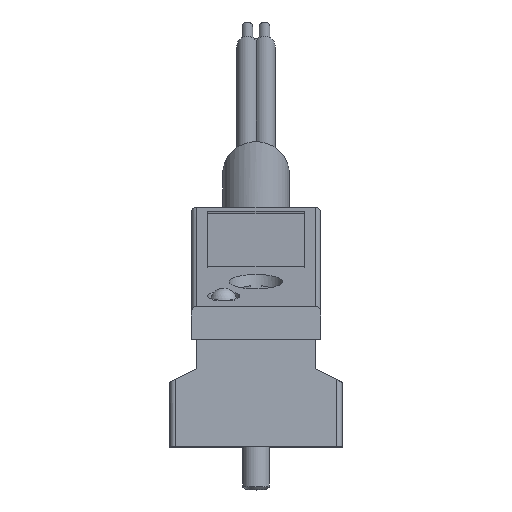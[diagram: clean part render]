
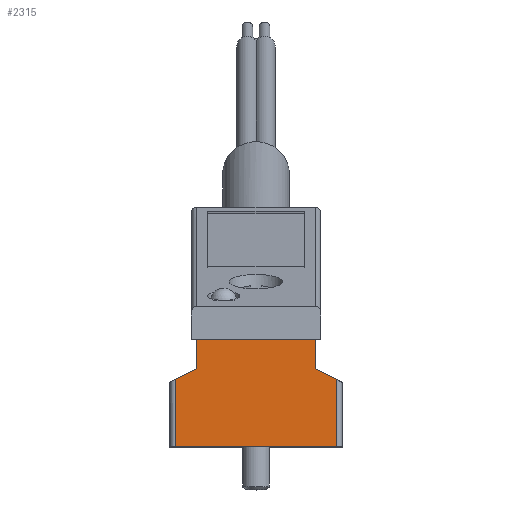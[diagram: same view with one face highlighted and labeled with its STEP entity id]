
A CAD part, top view. The second image highlights one B-rep face of the part: STEP entity #2315.
In plain terms, the highlighted planar face has unit normal (0, 0, 1).
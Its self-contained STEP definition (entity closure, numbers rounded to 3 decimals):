
#268=ORIENTED_EDGE('',*,*,#694,.T.);
#269=ORIENTED_EDGE('',*,*,#659,.T.);
#270=ORIENTED_EDGE('',*,*,#691,.T.);
#271=ORIENTED_EDGE('',*,*,#695,.T.);
#272=ORIENTED_EDGE('',*,*,#666,.T.);
#273=ORIENTED_EDGE('',*,*,#662,.T.);
#274=ORIENTED_EDGE('',*,*,#696,.T.);
#275=ORIENTED_EDGE('',*,*,#697,.T.);
#276=ORIENTED_EDGE('',*,*,#698,.T.);
#277=ORIENTED_EDGE('',*,*,#599,.T.);
#278=ORIENTED_EDGE('',*,*,#699,.F.);
#279=ORIENTED_EDGE('',*,*,#700,.T.);
#599=EDGE_CURVE('',#826,#825,#974,.T.);
#659=EDGE_CURVE('',#876,#875,#1013,.T.);
#662=EDGE_CURVE('',#878,#877,#1016,.T.);
#666=EDGE_CURVE('',#881,#878,#1020,.T.);
#691=EDGE_CURVE('',#875,#901,#1037,.T.);
#694=EDGE_CURVE('',#902,#876,#1039,.T.);
#695=EDGE_CURVE('',#901,#881,#1040,.T.);
#696=EDGE_CURVE('',#877,#903,#1041,.T.);
#697=EDGE_CURVE('',#903,#904,#1042,.T.);
#698=EDGE_CURVE('',#904,#826,#1043,.T.);
#699=EDGE_CURVE('',#905,#825,#1044,.T.);
#700=EDGE_CURVE('',#905,#902,#1045,.T.);
#825=VERTEX_POINT('',#3123);
#826=VERTEX_POINT('',#3125);
#875=VERTEX_POINT('',#3243);
#876=VERTEX_POINT('',#3245);
#877=VERTEX_POINT('',#3249);
#878=VERTEX_POINT('',#3251);
#881=VERTEX_POINT('',#3259);
#901=VERTEX_POINT('',#3307);
#902=VERTEX_POINT('',#3314);
#903=VERTEX_POINT('',#3317);
#904=VERTEX_POINT('',#3319);
#905=VERTEX_POINT('',#3322);
#974=LINE('',#3124,#1135);
#1013=LINE('',#3244,#1174);
#1016=LINE('',#3250,#1177);
#1020=LINE('',#3258,#1181);
#1037=LINE('',#3308,#1198);
#1039=LINE('',#3313,#1200);
#1040=LINE('',#3315,#1201);
#1041=LINE('',#3316,#1202);
#1042=LINE('',#3318,#1203);
#1043=LINE('',#3320,#1204);
#1044=LINE('',#3321,#1205);
#1045=LINE('',#3323,#1206);
#1135=VECTOR('',#2611,1000.);
#1174=VECTOR('',#2712,1000.);
#1177=VECTOR('',#2717,1000.);
#1181=VECTOR('',#2723,1000.);
#1198=VECTOR('',#2764,1000.);
#1200=VECTOR('',#2772,1000.);
#1201=VECTOR('',#2773,1000.);
#1202=VECTOR('',#2774,1000.);
#1203=VECTOR('',#2775,1000.);
#1204=VECTOR('',#2776,1000.);
#1205=VECTOR('',#2777,1000.);
#1206=VECTOR('',#2778,1000.);
#1303=EDGE_LOOP('',(#268,#269,#270,#271,#272,#273,#274,#275,#276,#277,#278,
#279));
#1430=FACE_BOUND('',#1303,.T.);
#1543=PLANE('',#2459);
#2315=ADVANCED_FACE('',(#1430),#1543,.F.);
#2459=AXIS2_PLACEMENT_3D('',#3312,#2770,#2771);
#2611=DIRECTION('',(1.,0.,0.));
#2712=DIRECTION('',(1.,0.,0.));
#2717=DIRECTION('',(1.,0.,0.));
#2723=DIRECTION('',(0.,-1.,0.));
#2764=DIRECTION('',(0.,1.,0.));
#2770=DIRECTION('',(0.,0.,-1.));
#2771=DIRECTION('',(-1.,0.,0.));
#2772=DIRECTION('',(0.,1.,0.));
#2773=DIRECTION('',(-1.,0.,0.));
#2774=DIRECTION('',(0.,-1.,0.));
#2775=DIRECTION('',(-0.891,-0.454,0.));
#2776=DIRECTION('',(0.,-1.,0.));
#2777=DIRECTION('',(0.,-1.,0.));
#2778=DIRECTION('',(-0.891,0.454,0.));
#3123=CARTESIAN_POINT('',(7.5,0.,8.));
#3124=CARTESIAN_POINT('',(-7.5,0.,8.));
#3125=CARTESIAN_POINT('',(-7.5,0.,8.));
#3243=CARTESIAN_POINT('',(6.,10.002,8.));
#3244=CARTESIAN_POINT('',(6.,10.002,8.));
#3245=CARTESIAN_POINT('',(5.5,10.002,8.));
#3249=CARTESIAN_POINT('',(-5.5,10.002,8.));
#3250=CARTESIAN_POINT('',(6.,10.002,8.));
#3251=CARTESIAN_POINT('',(-6.,10.002,8.));
#3258=CARTESIAN_POINT('',(-6.,20.22,8.));
#3259=CARTESIAN_POINT('',(-6.,10.106,8.));
#3307=CARTESIAN_POINT('',(6.,10.106,8.));
#3308=CARTESIAN_POINT('',(6.,22.731,8.));
#3312=CARTESIAN_POINT('',(-7.5,19.3,8.));
#3313=CARTESIAN_POINT('',(5.5,7.274,8.));
#3314=CARTESIAN_POINT('',(5.5,7.274,8.));
#3315=CARTESIAN_POINT('',(8.,10.106,8.));
#3316=CARTESIAN_POINT('',(-5.5,15.,8.));
#3317=CARTESIAN_POINT('',(-5.5,7.274,8.));
#3318=CARTESIAN_POINT('',(-5.5,7.274,8.));
#3319=CARTESIAN_POINT('',(-7.5,6.255,8.));
#3320=CARTESIAN_POINT('',(-7.5,19.3,8.));
#3321=CARTESIAN_POINT('',(7.5,19.3,8.));
#3322=CARTESIAN_POINT('',(7.5,6.255,8.));
#3323=CARTESIAN_POINT('',(8.,6.,8.));
